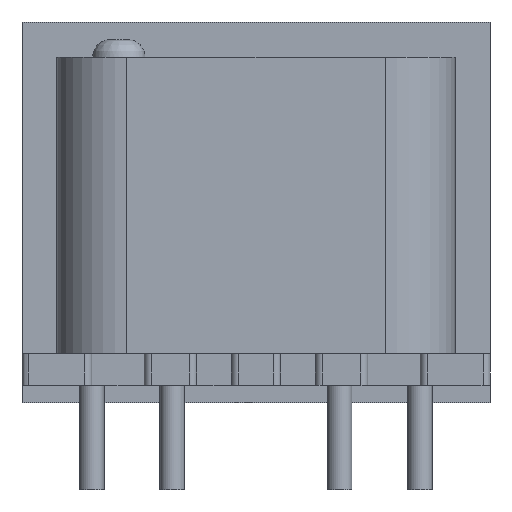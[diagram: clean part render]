
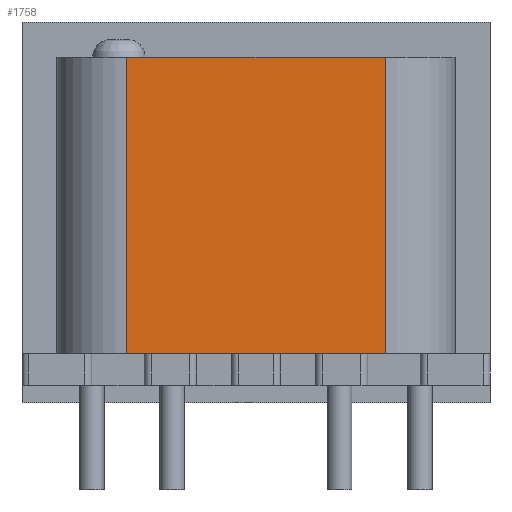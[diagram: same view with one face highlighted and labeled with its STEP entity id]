
A CAD part, front view. The second image highlights one B-rep face of the part: STEP entity #1758.
In plain terms, the highlighted planar face has unit normal (0, -1, 0).
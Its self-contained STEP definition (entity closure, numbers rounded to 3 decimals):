
#86=PLANE('',#1938);
#183=FACE_OUTER_BOUND('',#282,.T.);
#282=EDGE_LOOP('',(#1589,#1590,#1591,#1592));
#385=LINE('',#2744,#571);
#465=LINE('',#2966,#651);
#466=LINE('',#2969,#652);
#470=LINE('',#2978,#656);
#571=VECTOR('',#2207,10.);
#651=VECTOR('',#2417,10.);
#652=VECTOR('',#2420,10.);
#656=VECTOR('',#2428,10.);
#838=VERTEX_POINT('',#2741);
#839=VERTEX_POINT('',#2743);
#888=VERTEX_POINT('',#2962);
#890=VERTEX_POINT('',#2968);
#1030=EDGE_CURVE('',#839,#838,#385,.T.);
#1128=EDGE_CURVE('',#839,#888,#465,.T.);
#1129=EDGE_CURVE('',#890,#888,#466,.T.);
#1134=EDGE_CURVE('',#890,#838,#470,.T.);
#1589=ORIENTED_EDGE('',*,*,#1128,.F.);
#1590=ORIENTED_EDGE('',*,*,#1030,.T.);
#1591=ORIENTED_EDGE('',*,*,#1134,.F.);
#1592=ORIENTED_EDGE('',*,*,#1129,.T.);
#1758=ADVANCED_FACE('',(#183),#86,.F.);
#1938=AXIS2_PLACEMENT_3D('',#2977,#2426,#2427);
#2207=DIRECTION('',(1.,0.,0.));
#2417=DIRECTION('',(0.,0.,1.));
#2420=DIRECTION('',(-1.,0.,0.));
#2426=DIRECTION('center_axis',(0.,1.,0.));
#2427=DIRECTION('ref_axis',(1.,0.,0.));
#2428=DIRECTION('',(0.,0.,-1.));
#2741=CARTESIAN_POINT('',(8.406,-1.,0.9));
#2743=CARTESIAN_POINT('',(1.,-1.,0.9));
#2744=CARTESIAN_POINT('',(10.406,-1.,0.9));
#2962=CARTESIAN_POINT('',(1.,-1.,9.4));
#2966=CARTESIAN_POINT('',(1.,-1.,10.4));
#2968=CARTESIAN_POINT('',(8.406,-1.,9.4));
#2969=CARTESIAN_POINT('',(1.851,-1.,9.4));
#2977=CARTESIAN_POINT('Origin',(-1.,-1.,10.4));
#2978=CARTESIAN_POINT('',(8.406,-1.,10.4));
